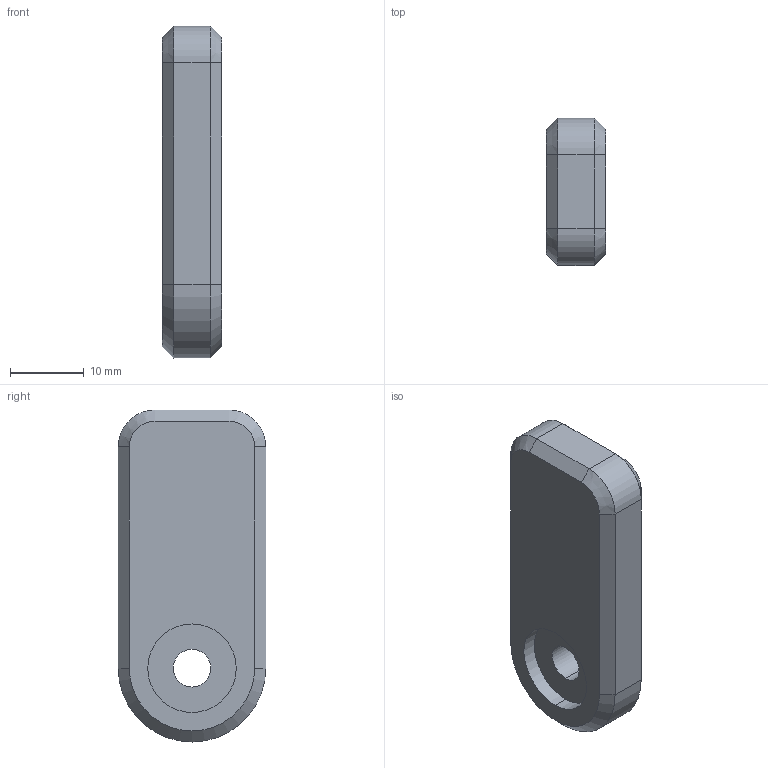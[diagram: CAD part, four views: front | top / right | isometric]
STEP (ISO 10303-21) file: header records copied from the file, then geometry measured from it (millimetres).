
FILE_DESCRIPTION (( 'STEP AP214' ), '1' );
FILE_NAME ('MS001-A.03.015SL.1.1¿¨½Ó¿é.STEP', '2021-09-04T05:24:07', ( '' ), ( '' ), 'SwSTEP 2.0', 'SolidWorks 2016', '' );
FILE_SCHEMA (( 'AUTOMOTIVE_DESIGN' ));
Length unit declared in the file: millimetre
Products named in the file (1): MS001-A.03.015SL.1.1縐諉輸
Bounding box: 8 x 20 x 45 mm (x, y, z)
Volume: 6165.6 mm3; surface area: 2548.7 mm2
Topology: 1 solids, 1 shells, 26 faces, 57 edges, 34 vertices
Faces by surface type: plane 12, cylinder 7, cone 7
Entity records: 1030 total; most frequent: DIRECTION 132, CARTESIAN_POINT 119, ORIENTED_EDGE 114, EDGE_CURVE 57, AXIS2_PLACEMENT_3D 49, LINE 34, VERTEX_POINT 34, VECTOR 34
